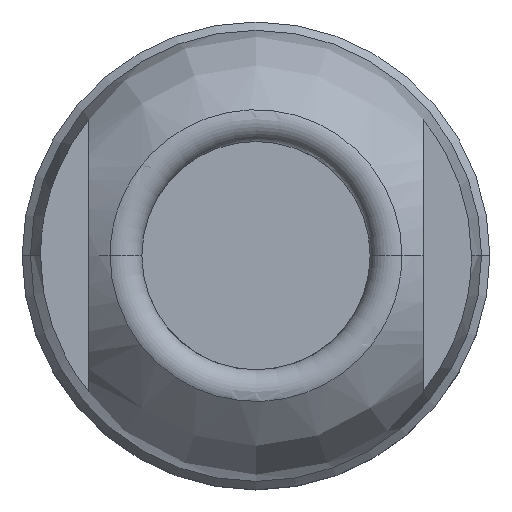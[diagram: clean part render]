
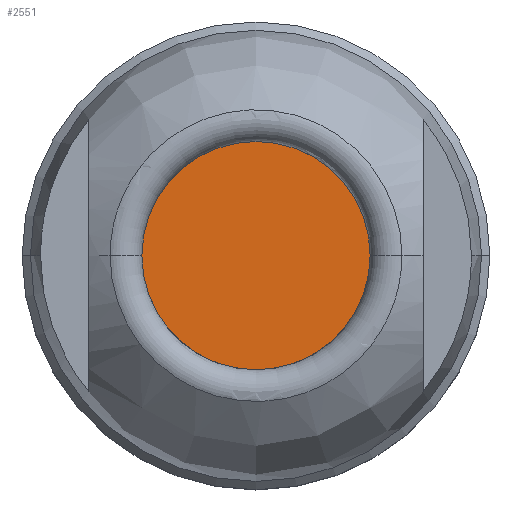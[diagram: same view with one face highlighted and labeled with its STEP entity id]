
A CAD part, top view. The second image highlights one B-rep face of the part: STEP entity #2551.
In plain terms, the highlighted planar face has unit normal (0, 0, 1).
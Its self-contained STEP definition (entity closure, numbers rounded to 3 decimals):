
#2484=AXIS2_PLACEMENT_3D('Circle Axis2P3D',#2482,#2483,$) ;
#2545=AXIS2_PLACEMENT_3D('Plane Axis2P3D',#2542,#2543,#2544) ;
#2443=CARTESIAN_POINT('Vertex',(12.5,8.4,52.936)) ;
#2447=CARTESIAN_POINT('Control Point',(4.3,8.4,52.936)) ;
#2448=CARTESIAN_POINT('Control Point',(4.3,7.756,52.936)) ;
#2449=CARTESIAN_POINT('Control Point',(4.426,7.112,52.936)) ;
#2450=CARTESIAN_POINT('Control Point',(4.679,6.501,52.936)) ;
#2451=CARTESIAN_POINT('Control Point',(5.411,5.411,52.936)) ;
#2452=CARTESIAN_POINT('Control Point',(6.501,4.679,52.936)) ;
#2453=CARTESIAN_POINT('Control Point',(7.112,4.426,52.936)) ;
#2454=CARTESIAN_POINT('Control Point',(8.4,4.174,52.936)) ;
#2455=CARTESIAN_POINT('Control Point',(9.688,4.426,52.936)) ;
#2456=CARTESIAN_POINT('Control Point',(10.299,4.679,52.936)) ;
#2457=CARTESIAN_POINT('Control Point',(11.389,5.411,52.936)) ;
#2458=CARTESIAN_POINT('Control Point',(12.121,6.501,52.936)) ;
#2459=CARTESIAN_POINT('Control Point',(12.374,7.112,52.936)) ;
#2460=CARTESIAN_POINT('Control Point',(12.5,7.756,52.936)) ;
#2461=CARTESIAN_POINT('Control Point',(12.5,8.4,52.936)) ;
#2462=CARTESIAN_POINT('Vertex',(4.3,8.4,52.936)) ;
#2482=CARTESIAN_POINT('Axis2P3D Location',(8.4,8.4,52.936)) ;
#2542=CARTESIAN_POINT('Axis2P3D Location',(8.4,8.4,52.936)) ;
#2483=DIRECTION('Axis2P3D Direction',(0.,0.,1.)) ;
#2543=DIRECTION('Axis2P3D Direction',(0.,0.,1.)) ;
#2544=DIRECTION('Axis2P3D XDirection',(-1.,0.,0.)) ;
#2548=ORIENTED_EDGE('',*,*,#2464,.F.) ;
#2549=ORIENTED_EDGE('',*,*,#2486,.F.) ;
#2551=ADVANCED_FACE('Hauptkoerper',(#2550),#2546,.T.) ;
#2446=B_SPLINE_CURVE_WITH_KNOTS('',5,(#2447,#2448,#2449,#2450,#2451,#2452,#2453,#2454,#2455,#2456,#2457,#2458,#2459,#2460,#2461),.UNSPECIFIED.,.F.,.U.,(6,3,3,3,6),(-6.44,-3.22,0.,3.22,6.44),.UNSPECIFIED.) ;
#2485=CIRCLE('generated circle',#2484,4.1) ;
#2464=EDGE_CURVE('',#2444,#2463,#2446,.F.) ;
#2486=EDGE_CURVE('',#2463,#2444,#2485,.F.) ;
#2547=EDGE_LOOP('',(#2548,#2549)) ;
#2550=FACE_OUTER_BOUND('',#2547,.T.) ;
#2546=PLANE('',#2545) ;
#2444=VERTEX_POINT('',#2443) ;
#2463=VERTEX_POINT('',#2462) ;
